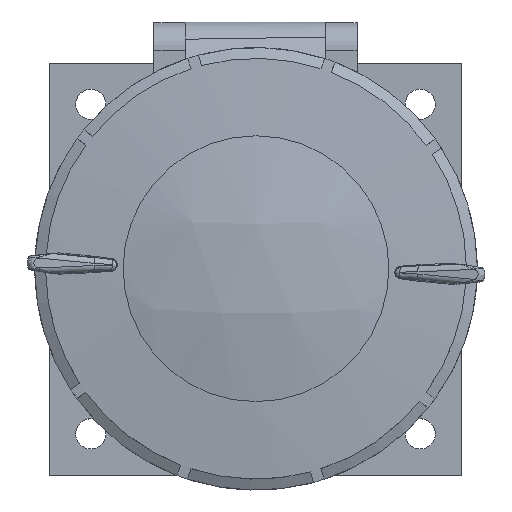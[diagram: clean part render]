
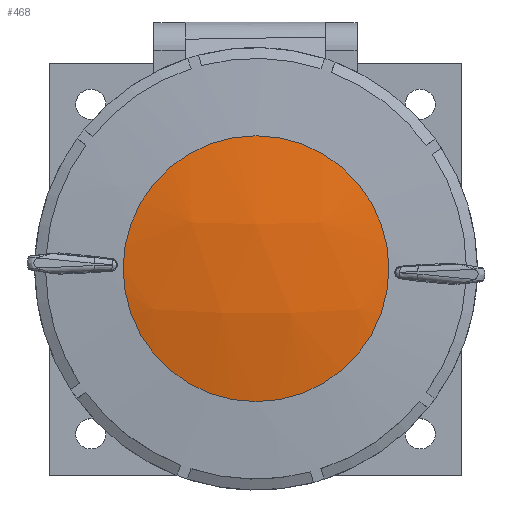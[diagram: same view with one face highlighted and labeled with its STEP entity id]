
A CAD part, top view. The second image highlights one B-rep face of the part: STEP entity #468.
In plain terms, the highlighted spherical face has radius 111.343 mm.
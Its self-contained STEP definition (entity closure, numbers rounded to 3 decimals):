
#468 = ADVANCED_FACE ( 'NONE', ( #3777 ), #7388, .T. ) ;
#2090 = CARTESIAN_POINT ( 'NONE',  ( 0.1, -24.205, 34.816 ) ) ;
#2331 = DIRECTION ( 'NONE',  ( 0., 0.906, 0.423 ) ) ;
#3004 = DIRECTION ( 'NONE',  ( -1., 0., 0. ) ) ;
#3359 = CARTESIAN_POINT ( 'NONE',  ( 0.1, 24.195, 34.816 ) ) ;
#3777 = FACE_OUTER_BOUND ( 'NONE', #13425, .T. ) ;
#4409 = AXIS2_PLACEMENT_3D ( 'NONE', #14708, #2331, #9925 ) ;
#5184 = CARTESIAN_POINT ( 'NONE',  ( 0.1, -0.005, 34.816 ) ) ;
#5444 = AXIS2_PLACEMENT_3D ( 'NONE', #5184, #10130, #3004 ) ;
#7388 = SPHERICAL_SURFACE ( 'NONE', #4409, 111.343 ) ;
#8730 = ORIENTED_EDGE ( 'NONE', *, *, #15224, .T. ) ;
#9630 = ORIENTED_EDGE ( 'NONE', *, *, #10119, .T. ) ;
#9925 = DIRECTION ( 'NONE',  ( -1., 0., 0. ) ) ;
#10119 = EDGE_CURVE ( 'NONE', #15703, #14472, #13727, .T. ) ;
#10130 = DIRECTION ( 'NONE',  ( 0., 0., 1. ) ) ;
#10601 = DIRECTION ( 'NONE',  ( -1., 0., 0. ) ) ;
#11544 = AXIS2_PLACEMENT_3D ( 'NONE', #11748, #11589, #10601 ) ;
#11589 = DIRECTION ( 'NONE',  ( 0., 0., 1. ) ) ;
#11748 = CARTESIAN_POINT ( 'NONE',  ( 0.1, -0.005, 34.816 ) ) ;
#13425 = EDGE_LOOP ( 'NONE', ( #9630, #8730 ) ) ;
#13727 = CIRCLE ( 'NONE', #5444, 24.2 ) ;
#14128 = CIRCLE ( 'NONE', #11544, 24.2 ) ;
#14472 = VERTEX_POINT ( 'NONE', #3359 ) ;
#14708 = CARTESIAN_POINT ( 'NONE',  ( 0.1, -0.005, -73.865 ) ) ;
#15224 = EDGE_CURVE ( 'NONE', #14472, #15703, #14128, .T. ) ;
#15703 = VERTEX_POINT ( 'NONE', #2090 ) ;
